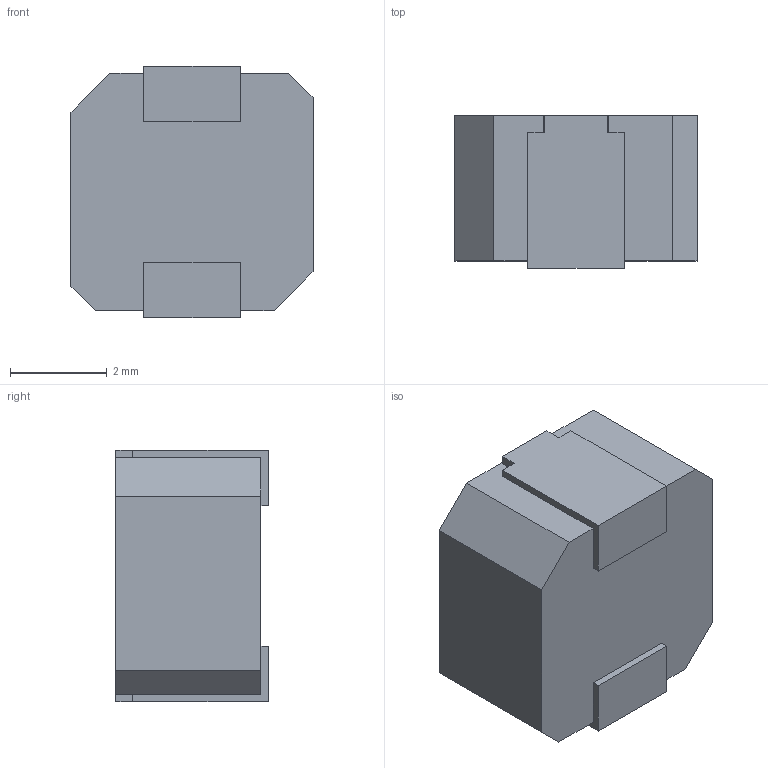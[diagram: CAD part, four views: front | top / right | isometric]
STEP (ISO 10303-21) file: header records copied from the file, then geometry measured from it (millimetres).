
FILE_DESCRIPTION (( 'STEP AP214' ), '1' );
FILE_NAME ('CAD_SPM5030.STEP', '2016-07-29T10:00:40', ( 'tdk' ), ( '' ), 'SwSTEP 2.0', 'SolidWorks 2015', '' );
FILE_SCHEMA (( 'AUTOMOTIVE_DESIGN' ));
Length unit declared in the file: millimetre
Products named in the file (1): CAD_SPM5030
Bounding box: 5 x 3.15 x 5.2 mm (x, y, z)
Volume: 72.4 mm3; surface area: 117.6 mm2
Topology: 1 solids, 1 shells, 46 faces, 128 edges, 84 vertices
Faces by surface type: plane 46
Entity records: 1705 total; most frequent: CARTESIAN_POINT 259, ORIENTED_EDGE 256, DIRECTION 222, VECTOR 128, LINE 128, EDGE_CURVE 128, VERTEX_POINT 84, AXIS2_PLACEMENT_3D 47
